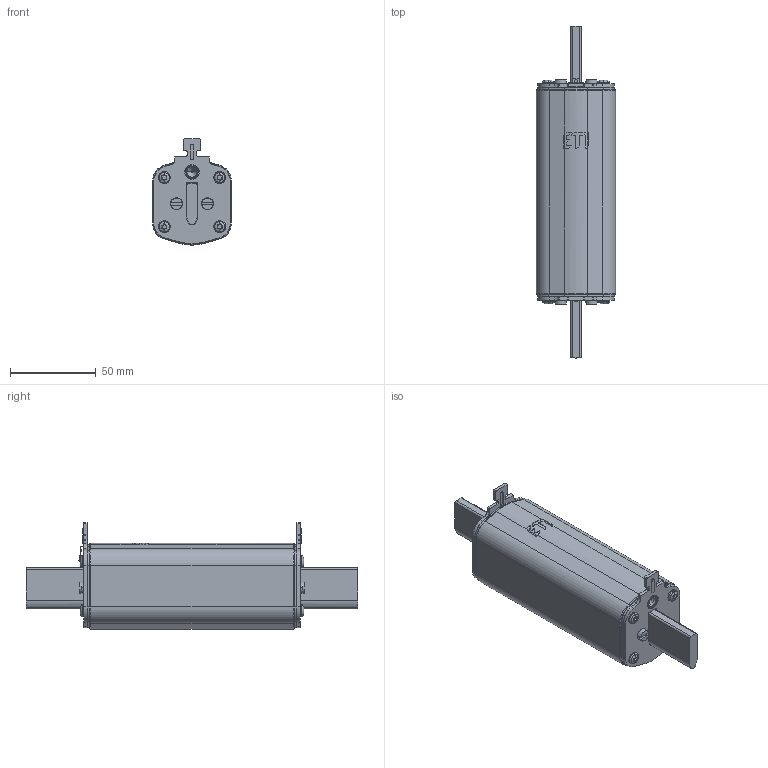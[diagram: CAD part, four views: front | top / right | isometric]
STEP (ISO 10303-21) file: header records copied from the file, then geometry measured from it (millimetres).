
FILE_DESCRIPTION((''),'2;1');
FILE_NAME('0000016241_ASM_2_ASM','2021-10-04T',('marketing.praksa'),('Audax d.o.o.'),'CREO PARAMETRIC BY PTC INC, 2017480','CREO PARAMETRIC BY PTC INC, 2017480','');
FILE_SCHEMA(('AUTOMOTIVE_DESIGN { 1 0 10303 214 1 1 1 1 }'));
Length unit declared in the file: millimetre
Products named in the file (12): 0000029730_1; 0000015141_1; 0000016080_1; 0000015700_AF0_2; 0000015247_AF0_1_1_2; 0000015701_ASM_1_ASM; 0000016201_AF0_1; 0000017080_1; 0000017079_1; 0000037876_1_1_2_3_4_5_6; 0000043213_1_1_2_3_4_5_6_7_8; 0000016241_ASM_2_ASM
Assembly tree (24 placements, depth 3):
  0000016241_ASM_2_ASM
    0000029730_1
    0000015141_1  x2
    0000016080_1  x2
    0000015701_ASM_1_ASM  x2
      0000015700_AF0_2
      0000015247_AF0_1_1_2
    0000016201_AF0_1
    0000017080_1
    0000017079_1
    0000037876_1_1_2_3_4_5_6  x4
    0000043213_1_1_2_3_4_5_6_7_8  x8
Bounding box: 46 x 193 x 61.79 mm (x, y, z)
Volume: 269013 mm3; surface area: 56374.4 mm2
Topology: 24 solids, 40 shells, 1170 faces, 3227 edges, 2108 vertices
Faces by surface type: cylinder 578, plane 269, bspline 130, cone 76, torus 60, extrusion 41, sphere 16
Entity records: 28783 total; most frequent: CARTESIAN_POINT 8552, DIRECTION 2773, ORIENTED_EDGE 2672, EDGE_CURVE 1358, AXIS2_PLACEMENT_3D 1064, PRESENTATION_STYLE_ASSIGNMENT 925, VERTEX_POINT 875, STYLED_ITEM 869
